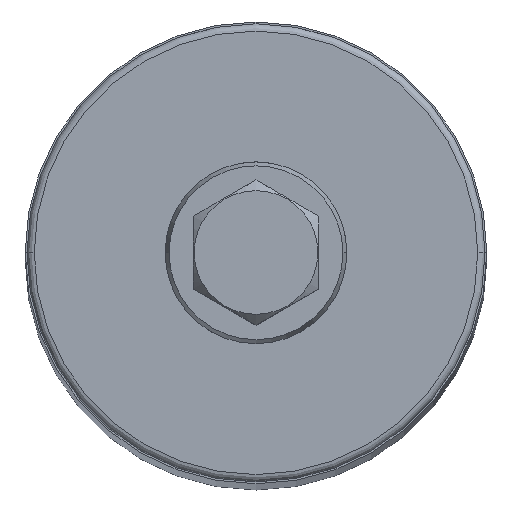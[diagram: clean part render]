
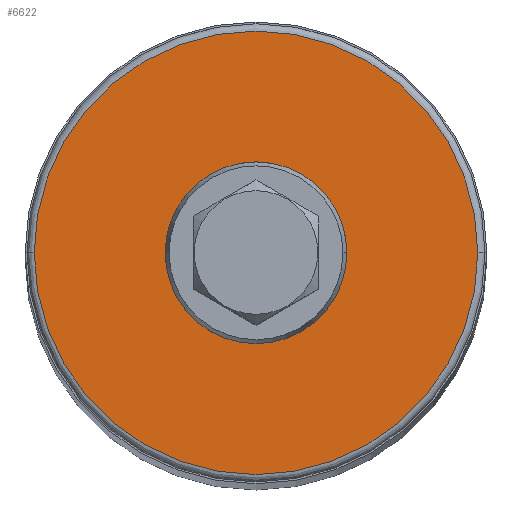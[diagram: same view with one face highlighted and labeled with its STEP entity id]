
A CAD part, top view. The second image highlights one B-rep face of the part: STEP entity #6622.
In plain terms, the highlighted planar face has unit normal (0, 0, 1).
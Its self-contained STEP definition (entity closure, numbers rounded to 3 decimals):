
#16 = CARTESIAN_POINT ( 'NONE',  ( 0., 0., 0. ) ) ;
#890 = DIRECTION ( 'NONE',  ( 0., 0., -1. ) ) ;
#898 = DIRECTION ( 'NONE',  ( -1., 0., 0. ) ) ;
#1020 = CARTESIAN_POINT ( 'NONE',  ( 30.5, 0., 0. ) ) ;
#1696 = DIRECTION ( 'NONE',  ( -1., 0., 0. ) ) ;
#1874 = CIRCLE ( 'NONE', #3400, 30.5 ) ;
#1966 = DIRECTION ( 'NONE',  ( -1., 0., 0. ) ) ;
#2693 = FACE_BOUND ( 'NONE', #5872, .T. ) ;
#3055 = CARTESIAN_POINT ( 'NONE',  ( 12.5, 0., 0. ) ) ;
#3400 = AXIS2_PLACEMENT_3D ( 'NONE', #11430, #11548, #4101 ) ;
#3744 = EDGE_LOOP ( 'NONE', ( #4785, #10970 ) ) ;
#3766 = PLANE ( 'NONE',  #4176 ) ;
#4101 = DIRECTION ( 'NONE',  ( -1., 0., 0. ) ) ;
#4176 = AXIS2_PLACEMENT_3D ( 'NONE', #9135, #890, #1966 ) ;
#4213 = VERTEX_POINT ( 'NONE', #1020 ) ;
#4785 = ORIENTED_EDGE ( 'NONE', *, *, #8698, .T. ) ;
#4849 = EDGE_CURVE ( 'NONE', #10076, #11210, #7140, .T. ) ;
#5095 = ORIENTED_EDGE ( 'NONE', *, *, #4849, .F. ) ;
#5119 = AXIS2_PLACEMENT_3D ( 'NONE', #6812, #10482, #11429 ) ;
#5450 = AXIS2_PLACEMENT_3D ( 'NONE', #16, #6434, #898 ) ;
#5872 = EDGE_LOOP ( 'NONE', ( #5095, #10485 ) ) ;
#6097 = AXIS2_PLACEMENT_3D ( 'NONE', #6457, #10969, #1696 ) ;
#6358 = VERTEX_POINT ( 'NONE', #6746 ) ;
#6373 = FACE_OUTER_BOUND ( 'NONE', #3744, .T. ) ;
#6434 = DIRECTION ( 'NONE',  ( 0., 0., 1. ) ) ;
#6457 = CARTESIAN_POINT ( 'NONE',  ( 0., 0., 0. ) ) ;
#6492 = CIRCLE ( 'NONE', #6097, 30.5 ) ;
#6622 = ADVANCED_FACE ( 'NONE', ( #2693, #6373 ), #3766, .F. ) ;
#6711 = CIRCLE ( 'NONE', #5119, 12.5 ) ;
#6746 = CARTESIAN_POINT ( 'NONE',  ( -30.5, 0., 0. ) ) ;
#6812 = CARTESIAN_POINT ( 'NONE',  ( 0., 0., 0. ) ) ;
#7140 = CIRCLE ( 'NONE', #5450, 12.5 ) ;
#7606 = EDGE_CURVE ( 'NONE', #11210, #10076, #6711, .T. ) ;
#8387 = EDGE_CURVE ( 'NONE', #4213, #6358, #6492, .T. ) ;
#8698 = EDGE_CURVE ( 'NONE', #6358, #4213, #1874, .T. ) ;
#9135 = CARTESIAN_POINT ( 'NONE',  ( 0., 0., 0. ) ) ;
#9353 = CARTESIAN_POINT ( 'NONE',  ( -12.5, 0., 0. ) ) ;
#10076 = VERTEX_POINT ( 'NONE', #9353 ) ;
#10482 = DIRECTION ( 'NONE',  ( 0., 0., 1. ) ) ;
#10485 = ORIENTED_EDGE ( 'NONE', *, *, #7606, .F. ) ;
#10970 = ORIENTED_EDGE ( 'NONE', *, *, #8387, .T. ) ;
#10969 = DIRECTION ( 'NONE',  ( 0., 0., 1. ) ) ;
#11210 = VERTEX_POINT ( 'NONE', #3055 ) ;
#11429 = DIRECTION ( 'NONE',  ( -1., 0., 0. ) ) ;
#11430 = CARTESIAN_POINT ( 'NONE',  ( 0., 0., 0. ) ) ;
#11548 = DIRECTION ( 'NONE',  ( 0., 0., 1. ) ) ;
